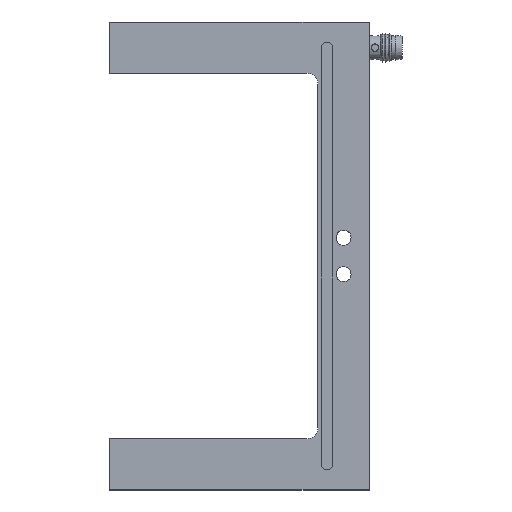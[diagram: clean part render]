
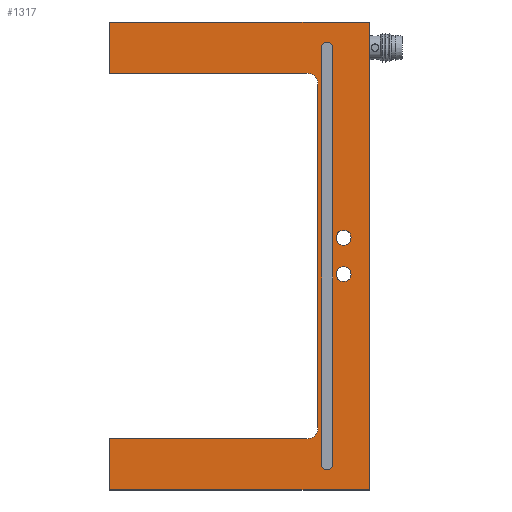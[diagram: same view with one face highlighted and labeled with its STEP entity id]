
A CAD part, top view. The second image highlights one B-rep face of the part: STEP entity #1317.
In plain terms, the highlighted planar face has unit normal (0, 0, 1).
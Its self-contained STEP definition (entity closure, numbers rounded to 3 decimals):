
#36=LINE('',#2328,#78);
#37=LINE('',#2332,#79);
#40=LINE('',#2352,#82);
#44=LINE('',#2364,#86);
#48=LINE('',#2386,#90);
#50=LINE('',#2390,#92);
#53=LINE('',#2396,#95);
#57=LINE('',#2408,#99);
#61=LINE('',#2420,#103);
#64=LINE('',#2425,#106);
#78=VECTOR('',#1771,114.);
#79=VECTOR('',#1774,114.);
#82=VECTOR('',#1795,71.);
#86=VECTOR('',#1805,71.);
#90=VECTOR('',#1829,128.);
#92=VECTOR('',#1833,14.);
#95=VECTOR('',#1838,54.);
#99=VECTOR('',#1850,94.);
#103=VECTOR('',#1862,54.);
#106=VECTOR('',#1867,14.);
#315=FACE_BOUND('',#576,.T.);
#316=FACE_BOUND('',#577,.T.);
#317=FACE_BOUND('',#578,.T.);
#408=FACE_OUTER_BOUND('',#575,.T.);
#575=EDGE_LOOP('',(#1162,#1163,#1164,#1165,#1166,#1167,#1168,#1169,#1170,
#1171));
#576=EDGE_LOOP('',(#1172,#1173,#1174,#1175));
#577=EDGE_LOOP('',(#1176));
#578=EDGE_LOOP('',(#1177));
#649=CIRCLE('',#1455,1.5);
#650=CIRCLE('',#1456,1.5);
#657=CIRCLE('',#1470,2.05);
#659=CIRCLE('',#1473,2.05);
#662=CIRCLE('',#1481,3.);
#664=CIRCLE('',#1485,3.);
#748=VERTEX_POINT('',#2326);
#749=VERTEX_POINT('',#2327);
#750=VERTEX_POINT('',#2329);
#751=VERTEX_POINT('',#2331);
#758=VERTEX_POINT('',#2350);
#759=VERTEX_POINT('',#2351);
#763=VERTEX_POINT('',#2362);
#764=VERTEX_POINT('',#2363);
#768=VERTEX_POINT('',#2373);
#770=VERTEX_POINT('',#2378);
#773=VERTEX_POINT('',#2389);
#775=VERTEX_POINT('',#2395);
#777=VERTEX_POINT('',#2401);
#779=VERTEX_POINT('',#2407);
#781=VERTEX_POINT('',#2413);
#783=VERTEX_POINT('',#2419);
#871=EDGE_CURVE('',#748,#749,#36,.T.);
#872=EDGE_CURVE('',#750,#749,#649,.T.);
#873=EDGE_CURVE('',#751,#750,#37,.T.);
#874=EDGE_CURVE('',#748,#751,#650,.T.);
#881=EDGE_CURVE('',#758,#759,#40,.T.);
#886=EDGE_CURVE('',#763,#764,#44,.T.);
#891=EDGE_CURVE('',#768,#768,#657,.T.);
#893=EDGE_CURVE('',#770,#770,#659,.T.);
#896=EDGE_CURVE('',#764,#758,#48,.T.);
#898=EDGE_CURVE('',#759,#773,#50,.T.);
#901=EDGE_CURVE('',#773,#775,#53,.T.);
#904=EDGE_CURVE('',#775,#777,#662,.T.);
#907=EDGE_CURVE('',#777,#779,#57,.T.);
#910=EDGE_CURVE('',#779,#781,#664,.T.);
#913=EDGE_CURVE('',#781,#783,#61,.T.);
#916=EDGE_CURVE('',#783,#763,#64,.T.);
#1162=ORIENTED_EDGE('',*,*,#886,.F.);
#1163=ORIENTED_EDGE('',*,*,#916,.F.);
#1164=ORIENTED_EDGE('',*,*,#913,.F.);
#1165=ORIENTED_EDGE('',*,*,#910,.F.);
#1166=ORIENTED_EDGE('',*,*,#907,.F.);
#1167=ORIENTED_EDGE('',*,*,#904,.F.);
#1168=ORIENTED_EDGE('',*,*,#901,.F.);
#1169=ORIENTED_EDGE('',*,*,#898,.F.);
#1170=ORIENTED_EDGE('',*,*,#881,.F.);
#1171=ORIENTED_EDGE('',*,*,#896,.F.);
#1172=ORIENTED_EDGE('',*,*,#871,.F.);
#1173=ORIENTED_EDGE('',*,*,#874,.T.);
#1174=ORIENTED_EDGE('',*,*,#873,.T.);
#1175=ORIENTED_EDGE('',*,*,#872,.T.);
#1176=ORIENTED_EDGE('',*,*,#891,.T.);
#1177=ORIENTED_EDGE('',*,*,#893,.T.);
#1228=PLANE('',#1490);
#1317=ADVANCED_FACE('',(#408,#315,#316,#317),#1228,.T.);
#1455=AXIS2_PLACEMENT_3D('',#2330,#1772,#1773);
#1456=AXIS2_PLACEMENT_3D('',#2333,#1775,#1776);
#1470=AXIS2_PLACEMENT_3D('',#2374,#1813,#1814);
#1473=AXIS2_PLACEMENT_3D('',#2379,#1819,#1820);
#1481=AXIS2_PLACEMENT_3D('',#2402,#1843,#1844);
#1485=AXIS2_PLACEMENT_3D('',#2414,#1855,#1856);
#1490=AXIS2_PLACEMENT_3D('',#2428,#1871,#1872);
#1771=DIRECTION('',(0.,-1.,0.));
#1772=DIRECTION('center_axis',(0.,0.,-1.));
#1773=DIRECTION('ref_axis',(0.,1.,0.));
#1774=DIRECTION('',(0.,-1.,0.));
#1775=DIRECTION('center_axis',(0.,0.,-1.));
#1776=DIRECTION('ref_axis',(0.,-1.,0.));
#1795=DIRECTION('',(-1.,0.,0.));
#1805=DIRECTION('',(1.,0.,0.));
#1813=DIRECTION('center_axis',(0.,0.,-1.));
#1814=DIRECTION('ref_axis',(1.,0.,0.));
#1819=DIRECTION('center_axis',(0.,0.,-1.));
#1820=DIRECTION('ref_axis',(1.,0.,0.));
#1829=DIRECTION('',(0.,-1.,0.));
#1833=DIRECTION('',(0.,1.,0.));
#1838=DIRECTION('',(1.,0.,0.));
#1843=DIRECTION('center_axis',(0.,0.,1.));
#1844=DIRECTION('ref_axis',(0.,1.,0.));
#1850=DIRECTION('',(0.,1.,0.));
#1855=DIRECTION('center_axis',(0.,0.,1.));
#1856=DIRECTION('ref_axis',(-1.,0.,0.));
#1862=DIRECTION('',(-1.,0.,0.));
#1867=DIRECTION('',(0.,1.,0.));
#1871=DIRECTION('center_axis',(0.,0.,1.));
#1872=DIRECTION('ref_axis',(1.,0.,0.));
#2326=CARTESIAN_POINT('',(18.485,181.464,12.));
#2327=CARTESIAN_POINT('',(18.485,67.464,12.));
#2328=CARTESIAN_POINT('',(18.485,67.464,12.));
#2329=CARTESIAN_POINT('',(21.485,67.464,12.));
#2330=CARTESIAN_POINT('Origin',(19.985,67.464,12.));
#2331=CARTESIAN_POINT('',(21.485,181.464,12.));
#2332=CARTESIAN_POINT('',(21.485,95.964,12.));
#2333=CARTESIAN_POINT('Origin',(19.985,181.464,12.));
#2350=CARTESIAN_POINT('',(31.485,60.464,12.));
#2351=CARTESIAN_POINT('',(-39.515,60.464,12.));
#2352=CARTESIAN_POINT('',(-39.515,60.464,12.));
#2362=CARTESIAN_POINT('',(-39.515,188.464,12.));
#2363=CARTESIAN_POINT('',(31.485,188.464,12.));
#2364=CARTESIAN_POINT('',(31.485,188.464,12.));
#2373=CARTESIAN_POINT('',(26.535,129.464,12.));
#2374=CARTESIAN_POINT('Origin',(24.485,129.464,12.));
#2378=CARTESIAN_POINT('',(26.535,119.464,12.));
#2379=CARTESIAN_POINT('Origin',(24.485,119.464,12.));
#2386=CARTESIAN_POINT('',(31.485,60.464,12.));
#2389=CARTESIAN_POINT('',(-39.515,74.464,12.));
#2390=CARTESIAN_POINT('',(-39.515,74.464,12.));
#2395=CARTESIAN_POINT('',(14.485,74.464,12.));
#2396=CARTESIAN_POINT('',(14.485,74.464,12.));
#2401=CARTESIAN_POINT('',(17.485,77.464,12.));
#2402=CARTESIAN_POINT('Origin',(14.485,77.464,12.));
#2407=CARTESIAN_POINT('',(17.485,171.464,12.));
#2408=CARTESIAN_POINT('',(17.485,171.464,12.));
#2413=CARTESIAN_POINT('',(14.485,174.464,12.));
#2414=CARTESIAN_POINT('Origin',(14.485,171.464,12.));
#2419=CARTESIAN_POINT('',(-39.515,174.464,12.));
#2420=CARTESIAN_POINT('',(-39.515,174.464,12.));
#2425=CARTESIAN_POINT('',(-39.515,188.464,12.));
#2428=CARTESIAN_POINT('Origin',(5.495,124.464,12.));
